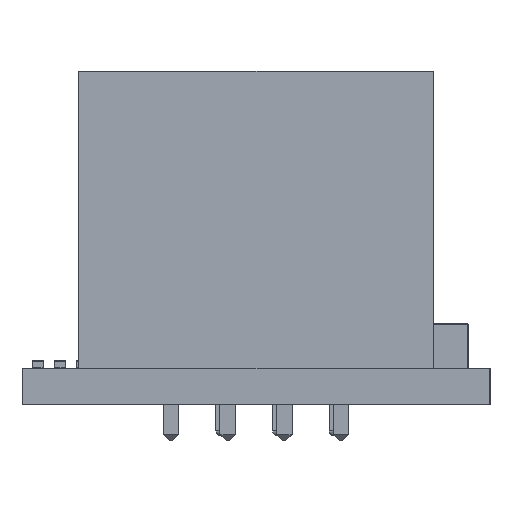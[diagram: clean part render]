
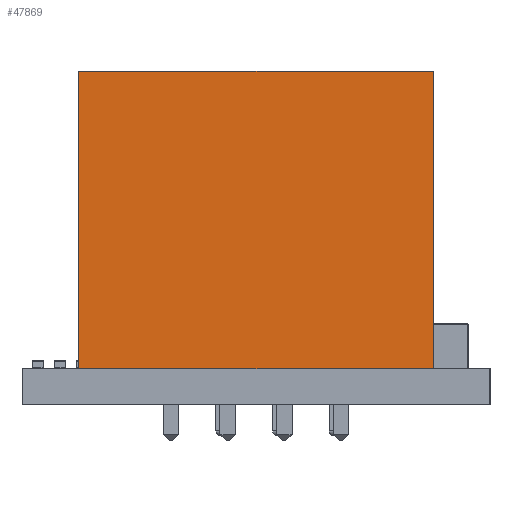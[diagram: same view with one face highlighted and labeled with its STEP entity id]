
A CAD part, left-side view. The second image highlights one B-rep face of the part: STEP entity #47869.
In plain terms, the highlighted planar face has unit normal (-1, 0, 0).
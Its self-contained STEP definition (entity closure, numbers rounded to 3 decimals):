
#47869 = ADVANCED_FACE('',(#47870),#47904,.F.);
#47870 = FACE_BOUND('',#47871,.F.);
#47871 = EDGE_LOOP('',(#47872,#47882,#47890,#47898));
#47872 = ORIENTED_EDGE('',*,*,#47873,.T.);
#47873 = EDGE_CURVE('',#47874,#47876,#47878,.T.);
#47874 = VERTEX_POINT('',#47875);
#47875 = CARTESIAN_POINT('',(-10.9,7.95,0.));
#47876 = VERTEX_POINT('',#47877);
#47877 = CARTESIAN_POINT('',(-10.9,7.95,13.35));
#47878 = LINE('',#47879,#47880);
#47879 = CARTESIAN_POINT('',(-10.9,7.95,0.));
#47880 = VECTOR('',#47881,1.);
#47881 = DIRECTION('',(0.,0.,1.));
#47882 = ORIENTED_EDGE('',*,*,#47883,.T.);
#47883 = EDGE_CURVE('',#47876,#47884,#47886,.T.);
#47884 = VERTEX_POINT('',#47885);
#47885 = CARTESIAN_POINT('',(-10.9,-7.95,13.35));
#47886 = LINE('',#47887,#47888);
#47887 = CARTESIAN_POINT('',(-10.9,7.95,13.35));
#47888 = VECTOR('',#47889,1.);
#47889 = DIRECTION('',(0.,-1.,0.));
#47890 = ORIENTED_EDGE('',*,*,#47891,.F.);
#47891 = EDGE_CURVE('',#47892,#47884,#47894,.T.);
#47892 = VERTEX_POINT('',#47893);
#47893 = CARTESIAN_POINT('',(-10.9,-7.95,0.));
#47894 = LINE('',#47895,#47896);
#47895 = CARTESIAN_POINT('',(-10.9,-7.95,0.));
#47896 = VECTOR('',#47897,1.);
#47897 = DIRECTION('',(0.,0.,1.));
#47898 = ORIENTED_EDGE('',*,*,#47899,.F.);
#47899 = EDGE_CURVE('',#47874,#47892,#47900,.T.);
#47900 = LINE('',#47901,#47902);
#47901 = CARTESIAN_POINT('',(-10.9,7.95,0.));
#47902 = VECTOR('',#47903,1.);
#47903 = DIRECTION('',(0.,-1.,0.));
#47904 = PLANE('',#47905);
#47905 = AXIS2_PLACEMENT_3D('',#47906,#47907,#47908);
#47906 = CARTESIAN_POINT('',(-10.9,7.95,0.));
#47907 = DIRECTION('',(1.,0.,0.));
#47908 = DIRECTION('',(0.,-1.,0.));
